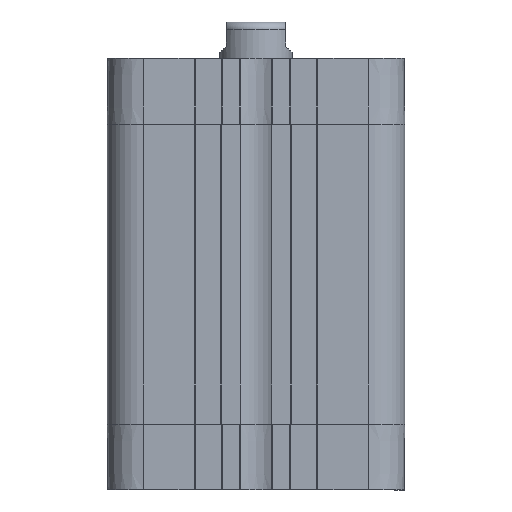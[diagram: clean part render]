
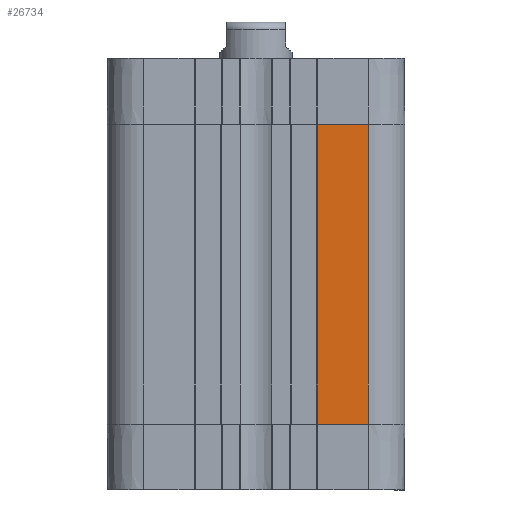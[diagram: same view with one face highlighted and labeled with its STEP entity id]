
A CAD part, front view. The second image highlights one B-rep face of the part: STEP entity #26734.
In plain terms, the highlighted planar face has unit normal (0, -1, 0).
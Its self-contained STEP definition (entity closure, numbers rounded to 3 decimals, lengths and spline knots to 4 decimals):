
#1174=PLANE($,#27740);
#2333=FACE_OUTER_BOUND($,#3898,.T.);
#3898=EDGE_LOOP($,(#21896,#21897,#21898,#21899));
#5789=LINE($,#48797,#7780);
#5817=LINE($,#48875,#7808);
#5870=LINE($,#49046,#7861);
#5872=LINE($,#49049,#7863);
#7780=VECTOR($,#30174,1.125);
#7808=VECTOR($,#30260,1.125);
#7861=VECTOR($,#30413,6.6);
#7863=VECTOR($,#30417,6.6);
#11875=VERTEX_POINT($,#48794);
#11876=VERTEX_POINT($,#48796);
#11896=VERTEX_POINT($,#48872);
#11897=VERTEX_POINT($,#48874);
#15356=EDGE_CURVE($,#11876,#11875,#5789,.T.);
#15395=EDGE_CURVE($,#11897,#11896,#5817,.T.);
#15485=EDGE_CURVE($,#11897,#11875,#5870,.T.);
#15487=EDGE_CURVE($,#11896,#11876,#5872,.T.);
#21896=ORIENTED_EDGE($,*,*,#15485,.F.);
#21897=ORIENTED_EDGE($,*,*,#15395,.T.);
#21898=ORIENTED_EDGE($,*,*,#15487,.T.);
#21899=ORIENTED_EDGE($,*,*,#15356,.T.);
#26734=ADVANCED_FACE($,(#2333),#1174,.T.);
#27740=AXIS2_PLACEMENT_3D($,#49048,#30415,#30416);
#30174=DIRECTION($,(-1.,0.,0.));
#30260=DIRECTION($,(1.,0.,0.));
#30413=DIRECTION($,(0.,0.,1.));
#30415=DIRECTION('center_axis',(0.,-1.,0.));
#30416=DIRECTION('ref_axis',(0.,0.,-1.));
#30417=DIRECTION($,(0.,0.,1.));
#48794=CARTESIAN_POINT('',(1.35,-3.275,8.05));
#48796=CARTESIAN_POINT('',(2.475,-3.275,8.05));
#48797=CARTESIAN_POINT($,(2.475,-3.275,8.05));
#48872=CARTESIAN_POINT('',(2.475,-3.275,1.45));
#48874=CARTESIAN_POINT('',(1.35,-3.275,1.45));
#48875=CARTESIAN_POINT($,(1.35,-3.275,1.45));
#49046=CARTESIAN_POINT($,(1.35,-3.275,1.45));
#49048=CARTESIAN_POINT('Origin',(2.475,-3.275,1.45));
#49049=CARTESIAN_POINT($,(2.475,-3.275,1.45));
